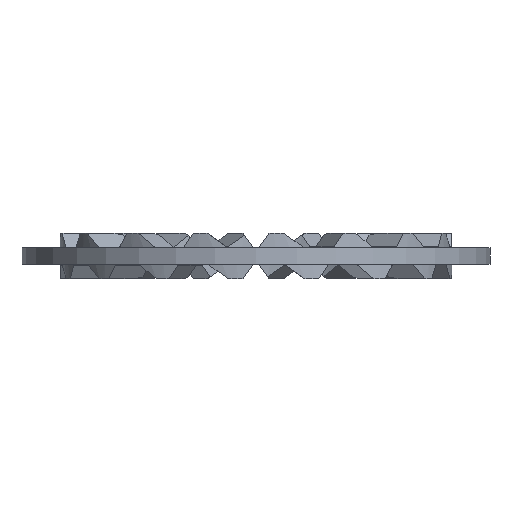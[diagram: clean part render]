
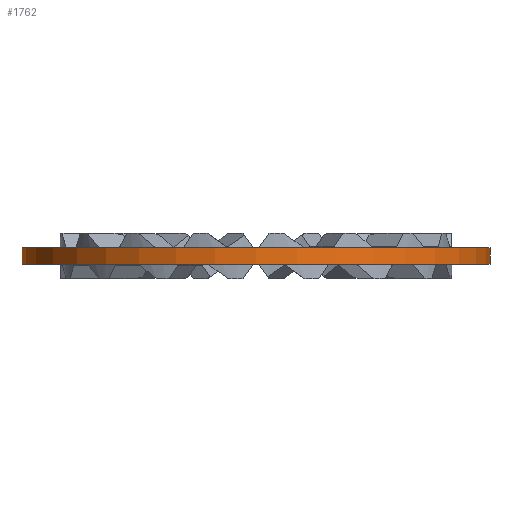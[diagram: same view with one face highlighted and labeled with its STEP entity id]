
A CAD part, front view. The second image highlights one B-rep face of the part: STEP entity #1762.
In plain terms, the highlighted cylindrical face has radius 20 mm (diameter 40 mm), a full revolution.
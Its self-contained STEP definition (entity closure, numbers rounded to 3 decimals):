
#50 = AXIS2_PLACEMENT_3D ( 'NONE', #3838, #2681, #2286 ) ;
#188 = EDGE_CURVE ( 'NONE', #2227, #2227, #2390, .T. ) ;
#276 = DIRECTION ( 'NONE',  ( 1., 0., 0. ) ) ;
#400 = CIRCLE ( 'NONE', #4955, 20. ) ;
#659 = DIRECTION ( 'NONE',  ( 1., 0., 0. ) ) ;
#1762 = ADVANCED_FACE ( 'NONE', ( #3106, #3534 ), #2434, .T. ) ;
#2216 = CARTESIAN_POINT ( 'NONE',  ( 0., 0., 0.7 ) ) ;
#2227 = VERTEX_POINT ( 'NONE', #3518 ) ;
#2286 = DIRECTION ( 'NONE',  ( 1., 0., 0. ) ) ;
#2390 = CIRCLE ( 'NONE', #50, 20. ) ;
#2434 = CYLINDRICAL_SURFACE ( 'NONE', #4078, 20. ) ;
#2672 = DIRECTION ( 'NONE',  ( 0., 0., 1. ) ) ;
#2681 = DIRECTION ( 'NONE',  ( 0., 0., 1. ) ) ;
#2871 = EDGE_LOOP ( 'NONE', ( #3620 ) ) ;
#2991 = DIRECTION ( 'NONE',  ( 0., 0., 1. ) ) ;
#3000 = CARTESIAN_POINT ( 'NONE',  ( 0., 0., -0.7 ) ) ;
#3106 = FACE_OUTER_BOUND ( 'NONE', #4218, .T. ) ;
#3518 = CARTESIAN_POINT ( 'NONE',  ( 20., 0., -0.7 ) ) ;
#3534 = FACE_OUTER_BOUND ( 'NONE', #2871, .T. ) ;
#3620 = ORIENTED_EDGE ( 'NONE', *, *, #3942, .F. ) ;
#3838 = CARTESIAN_POINT ( 'NONE',  ( 0., 0., -0.7 ) ) ;
#3942 = EDGE_CURVE ( 'NONE', #4432, #4432, #400, .T. ) ;
#4078 = AXIS2_PLACEMENT_3D ( 'NONE', #3000, #2672, #659 ) ;
#4218 = EDGE_LOOP ( 'NONE', ( #4505 ) ) ;
#4432 = VERTEX_POINT ( 'NONE', #4657 ) ;
#4505 = ORIENTED_EDGE ( 'NONE', *, *, #188, .T. ) ;
#4657 = CARTESIAN_POINT ( 'NONE',  ( 20., 0., 0.7 ) ) ;
#4955 = AXIS2_PLACEMENT_3D ( 'NONE', #2216, #2991, #276 ) ;
